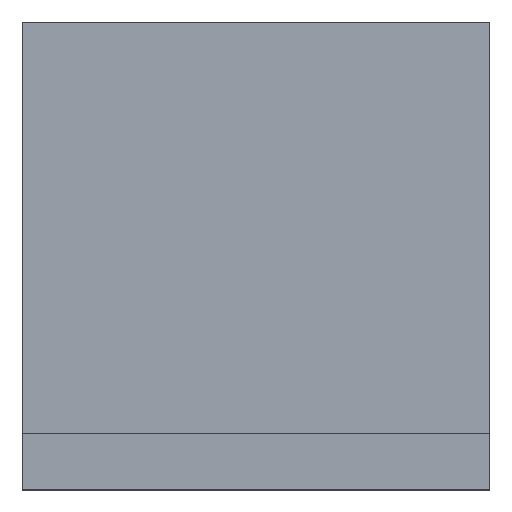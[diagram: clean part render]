
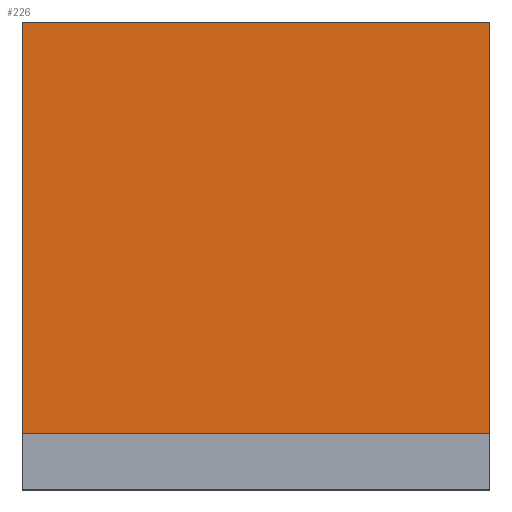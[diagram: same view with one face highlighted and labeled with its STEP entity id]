
A CAD part, top view. The second image highlights one B-rep face of the part: STEP entity #226.
In plain terms, the highlighted planar face has unit normal (0, 0, 1).
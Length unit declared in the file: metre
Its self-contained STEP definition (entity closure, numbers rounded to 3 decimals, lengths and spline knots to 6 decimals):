
#66=ORIENTED_EDGE('',*,*,#100,.F.);
#67=ORIENTED_EDGE('',*,*,#81,.T.);
#68=ORIENTED_EDGE('',*,*,#101,.F.);
#69=ORIENTED_EDGE('',*,*,#94,.F.);
#81=EDGE_CURVE('',#109,#108,#129,.T.);
#94=EDGE_CURVE('',#116,#117,#142,.T.);
#100=EDGE_CURVE('',#109,#116,#144,.T.);
#101=EDGE_CURVE('',#117,#108,#145,.T.);
#108=VERTEX_POINT('',#331);
#109=VERTEX_POINT('',#333);
#116=VERTEX_POINT('',#355);
#117=VERTEX_POINT('',#357);
#129=LINE('',#332,#153);
#142=LINE('',#356,#166);
#144=LINE('',#371,#168);
#145=LINE('',#373,#169);
#153=VECTOR('',#270,1.);
#166=VECTOR('',#289,1.);
#168=VECTOR('',#307,1.);
#169=VECTOR('',#310,1.);
#186=EDGE_LOOP('',(#66,#67,#68,#69));
#204=FACE_BOUND('',#186,.T.);
#214=PLANE('',#255);
#226=ADVANCED_FACE('',(#204),#214,.F.);
#255=AXIS2_PLACEMENT_3D('',#374,#311,#312);
#270=DIRECTION('',(0.,1.,0.));
#289=DIRECTION('',(0.,1.,0.));
#307=DIRECTION('',(-1.,0.,0.));
#310=DIRECTION('',(1.,0.,0.));
#311=DIRECTION('',(0.,0.,-1.));
#312=DIRECTION('',(1.,0.,0.));
#331=CARTESIAN_POINT('',(0.0125,0.022,-0.0075));
#332=CARTESIAN_POINT('',(0.0125,0.0095,-0.0075));
#333=CARTESIAN_POINT('',(0.0125,0.,-0.0075));
#355=CARTESIAN_POINT('',(-0.0125,0.,-0.0075));
#356=CARTESIAN_POINT('',(-0.0125,0.0095,-0.0075));
#357=CARTESIAN_POINT('',(-0.0125,0.022,-0.0075));
#371=CARTESIAN_POINT('',(0.,0.,-0.0075));
#373=CARTESIAN_POINT('',(0.,0.022,-0.0075));
#374=CARTESIAN_POINT('',(0.,0.0095,-0.0075));
